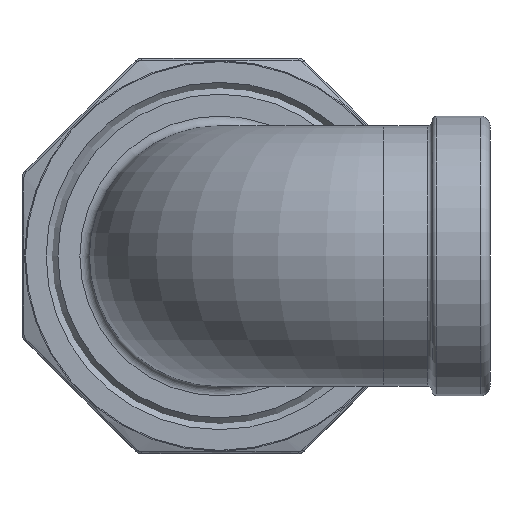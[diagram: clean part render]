
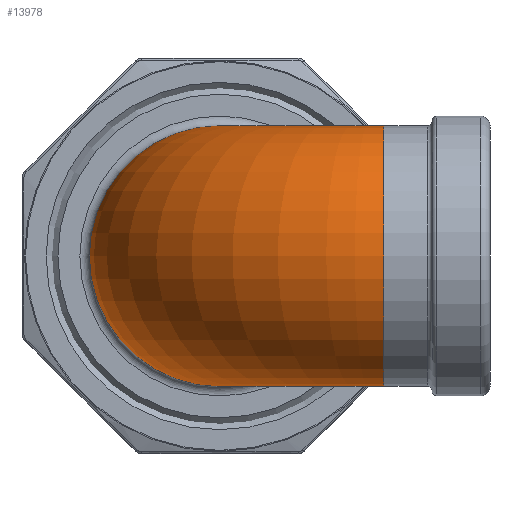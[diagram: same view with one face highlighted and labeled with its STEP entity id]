
A CAD part, left-side view. The second image highlights one B-rep face of the part: STEP entity #13978.
In plain terms, the highlighted toroidal (fillet/blend) face has major radius 17 mm and minor radius 13.5 mm.
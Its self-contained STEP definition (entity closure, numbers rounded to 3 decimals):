
#551 = CIRCLE ( 'NONE', #17017, 13.5 ) ;
#1744 = CARTESIAN_POINT ( 'NONE',  ( -22.5, -17., 0. ) ) ;
#3119 = FACE_OUTER_BOUND ( 'NONE', #13140, .T. ) ;
#3370 = DIRECTION ( 'NONE',  ( 1., 0., 0. ) ) ;
#4317 = DIRECTION ( 'NONE',  ( 1., 0., 0. ) ) ;
#4409 = CARTESIAN_POINT ( 'NONE',  ( -19., -17., 0. ) ) ;
#6108 = DIRECTION ( 'NONE',  ( 0., -1., 0. ) ) ;
#6407 = CIRCLE ( 'NONE', #14117, 13.5 ) ;
#6939 = EDGE_CURVE ( 'NONE', #15786, #15786, #6407, .T. ) ;
#7394 = TOROIDAL_SURFACE ( 'NONE', #14779, 17., 13.5 ) ;
#8286 = EDGE_LOOP ( 'NONE', ( #8875 ) ) ;
#8657 = CARTESIAN_POINT ( 'NONE',  ( -19., -13.5, 0. ) ) ;
#8875 = ORIENTED_EDGE ( 'NONE', *, *, #9762, .F. ) ;
#9717 = DIRECTION ( 'NONE',  ( 0., -1., 0. ) ) ;
#9762 = EDGE_CURVE ( 'NONE', #15957, #15957, #551, .T. ) ;
#9902 = CARTESIAN_POINT ( 'NONE',  ( -19., 0., 0. ) ) ;
#10198 = ORIENTED_EDGE ( 'NONE', *, *, #6939, .T. ) ;
#13140 = EDGE_LOOP ( 'NONE', ( #10198 ) ) ;
#13978 = ADVANCED_FACE ( 'NONE', ( #16947, #3119 ), #7394, .T. ) ;
#14117 = AXIS2_PLACEMENT_3D ( 'NONE', #9902, #15542, #9717 ) ;
#14208 = DIRECTION ( 'NONE',  ( 0., 0., 1. ) ) ;
#14779 = AXIS2_PLACEMENT_3D ( 'NONE', #4409, #14208, #4317 ) ;
#15542 = DIRECTION ( 'NONE',  ( -1., 0., 0. ) ) ;
#15786 = VERTEX_POINT ( 'NONE', #8657 ) ;
#15957 = VERTEX_POINT ( 'NONE', #1744 ) ;
#16947 = FACE_OUTER_BOUND ( 'NONE', #8286, .T. ) ;
#17017 = AXIS2_PLACEMENT_3D ( 'NONE', #17623, #6108, #3370 ) ;
#17623 = CARTESIAN_POINT ( 'NONE',  ( -36., -17., 0. ) ) ;
